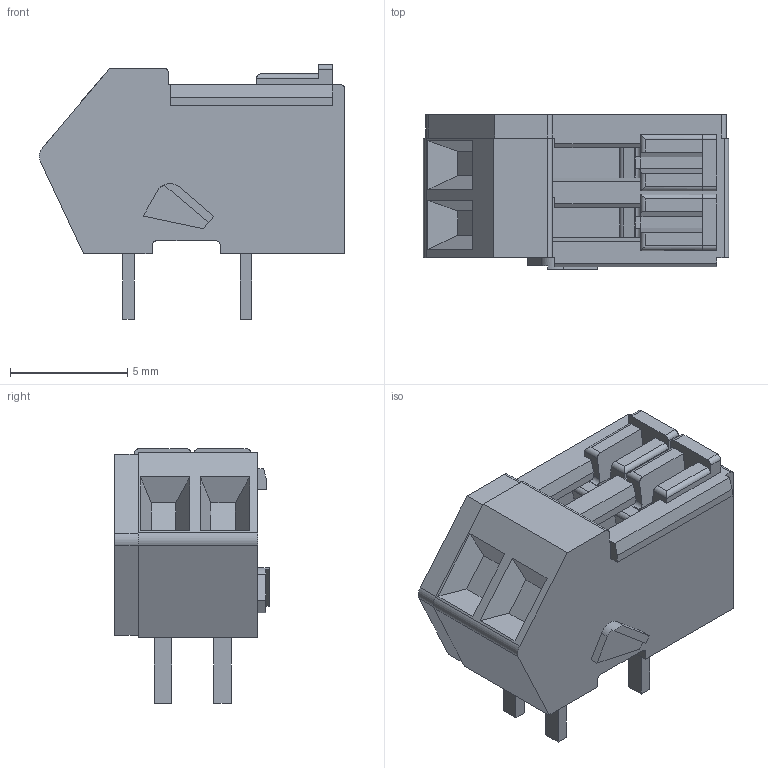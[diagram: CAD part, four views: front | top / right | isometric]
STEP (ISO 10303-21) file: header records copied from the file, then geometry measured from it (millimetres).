
FILE_DESCRIPTION(/* description */ (''),/* implementation_level */ '2;1');
FILE_NAME(/* name */ 'WAGO_218-502.stp',/* time_stamp */ '2016-05-09T11:15:43+02:00',/* author */ ('riccim'),/* organization */ ('SolidWorks'),/* preprocessor_version */ 'ST-DEVELOPER v15.5',/* originating_system */ 'AutoCAD Mechanical',/* authorisation */ ' ');
FILE_SCHEMA (('AUTOMOTIVE_DESIGN { 1 0 10303 214 3 1 1 }'));
Length unit declared in the file: millimetre
Products named in the file (1): Product
Bounding box: 13 x 6.58 x 10.85 mm (x, y, z)
Volume: 496.7 mm3; surface area: 564.3 mm2
Topology: 5 solids, 5 shells, 156 faces, 417 edges, 274 vertices
Faces by surface type: plane 127, cylinder 29
Entity records: 4839 total; most frequent: CARTESIAN_POINT 848, ORIENTED_EDGE 834, DIRECTION 790, EDGE_CURVE 417, LINE 358, VECTOR 358, VERTEX_POINT 274, AXIS2_PLACEMENT_3D 216
